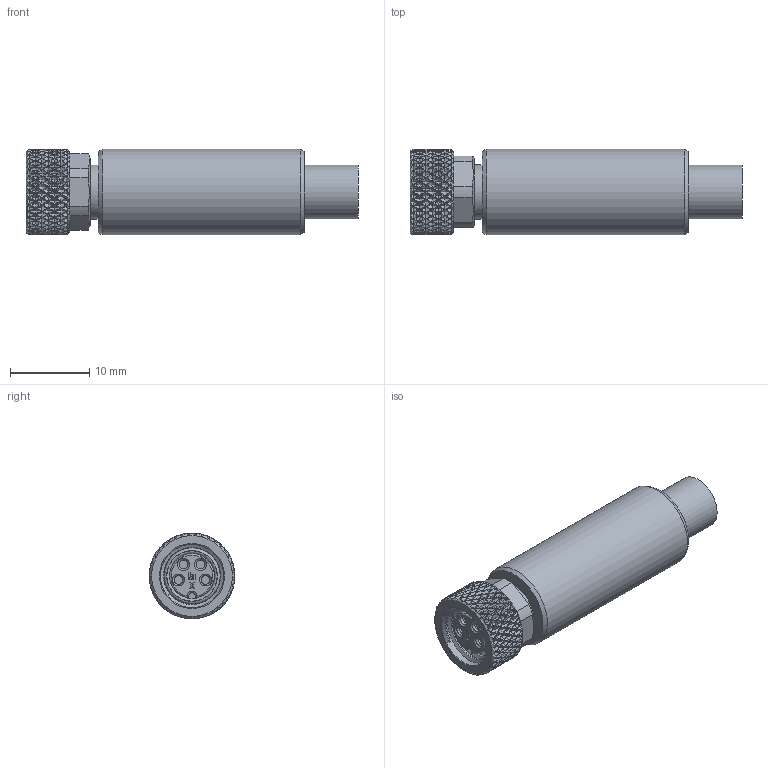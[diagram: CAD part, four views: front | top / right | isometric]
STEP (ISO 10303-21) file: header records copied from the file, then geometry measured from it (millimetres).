
FILE_DESCRIPTION(/* description */ (''),/* implementation_level */ '2;1');
FILE_NAME(/* name */ '77 3506 0000 50704_00.stp',/* time_stamp */ '2025-07-25T10:47:31+02:00',/* author */ (''),/* organization */ (''),/* preprocessor_version */ 'ST-DEVELOPER v18.102',/* originating_system */ 'SIEMENS PLM Software NX 2027',/* authorisation */ '');
FILE_SCHEMA (('AUTOMOTIVE_DESIGN { 1 0 10303 214 3 1 1 1 }'));
Products named in the file (1): 00_objects
Bounding box: 41.9 x 10.8 x 10.8 mm (x, y, z)
Volume: 3177.3 mm3; surface area: 1966.6 mm2
Topology: 1 solids, 1 shells, 1247 faces, 2853 edges, 1809 vertices
Faces by surface type: bspline 1040, cylinder 115, plane 66, cone 15, torus 7, extrusion 4
Full cylindrical faces by diameter (mm): 1.1 x4, 1.6 x4, 5.65 x1, 6.8 x1, 6.9 x1, 7.09 x1, 7.15 x1, 7.2 x3, 10.8 x2
Entity records: 46691 total; most frequent: CARTESIAN_POINT 26739, ORIENTED_EDGE 5582, EDGE_CURVE 2791, B_SPLINE_CURVE_WITH_KNOTS 2451, VERTEX_POINT 1784, EDGE_LOOP 1481, ADVANCED_FACE 1244, FACE_OUTER_BOUND 1198
